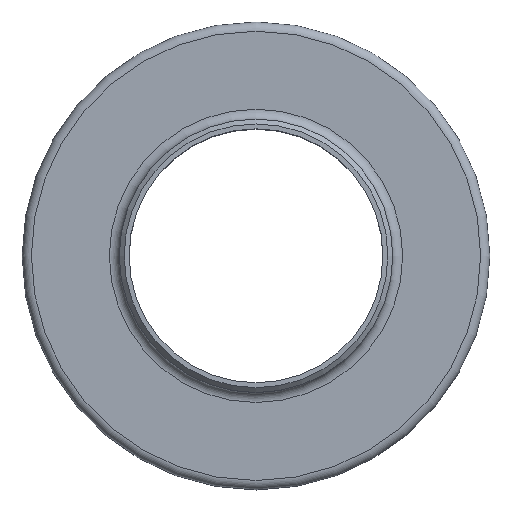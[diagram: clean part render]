
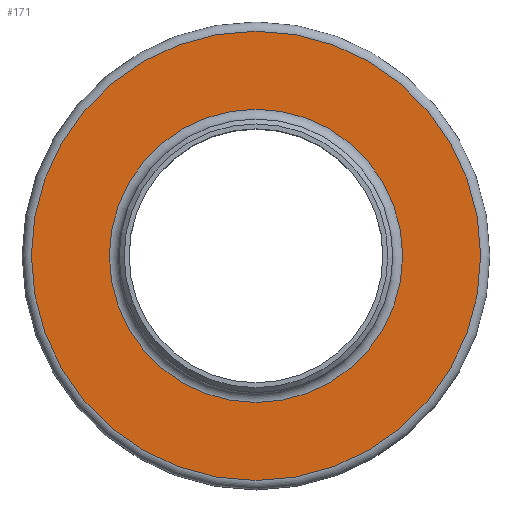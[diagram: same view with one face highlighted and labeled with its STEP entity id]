
A CAD part, top view. The second image highlights one B-rep face of the part: STEP entity #171.
In plain terms, the highlighted planar face has unit normal (0, 0, 1).
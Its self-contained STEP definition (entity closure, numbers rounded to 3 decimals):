
#31=PLANE('',#210);
#54=ORIENTED_EDGE('',*,*,#72,.T.);
#55=ORIENTED_EDGE('',*,*,#71,.F.);
#71=EDGE_CURVE('',#85,#85,#99,.T.);
#72=EDGE_CURVE('',#86,#86,#100,.T.);
#85=VERTEX_POINT('',#308);
#86=VERTEX_POINT('',#311);
#99=CIRCLE('',#209,73.);
#100=CIRCLE('',#211,47.65);
#124=EDGE_LOOP('',(#54));
#125=EDGE_LOOP('',(#55));
#152=FACE_BOUND('',#124,.T.);
#153=FACE_BOUND('',#125,.T.);
#171=ADVANCED_FACE('',(#152,#153),#31,.T.);
#209=AXIS2_PLACEMENT_3D('',#307,#261,#262);
#210=AXIS2_PLACEMENT_3D('',#309,#263,#264);
#211=AXIS2_PLACEMENT_3D('',#310,#265,#266);
#261=DIRECTION('',(0.,0.,-1.));
#262=DIRECTION('',(-1.,0.,0.));
#263=DIRECTION('',(0.,0.,1.));
#264=DIRECTION('',(1.,0.,0.));
#265=DIRECTION('',(0.,0.,-1.));
#266=DIRECTION('',(-1.,0.,0.));
#307=CARTESIAN_POINT('',(0.,0.,-12.5));
#308=CARTESIAN_POINT('',(-73.,0.,-12.5));
#309=CARTESIAN_POINT('',(0.,73.,-12.5));
#310=CARTESIAN_POINT('',(0.,0.,-12.5));
#311=CARTESIAN_POINT('',(-47.65,0.,-12.5));
